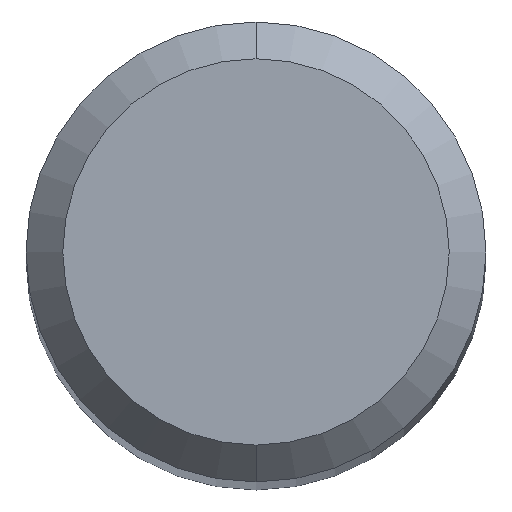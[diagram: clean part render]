
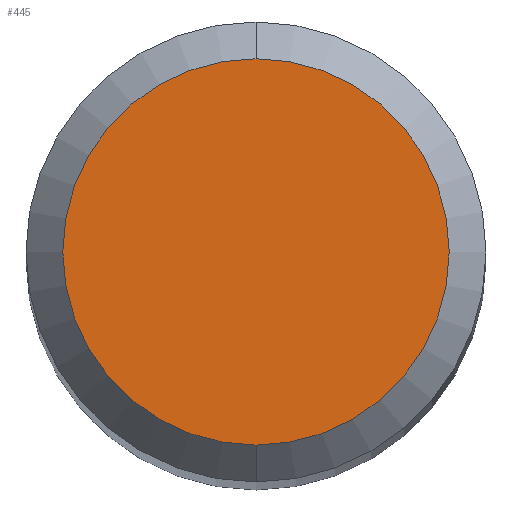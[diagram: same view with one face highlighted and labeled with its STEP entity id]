
A CAD part, top view. The second image highlights one B-rep face of the part: STEP entity #445.
In plain terms, the highlighted planar face has unit normal (0, 0, 1).
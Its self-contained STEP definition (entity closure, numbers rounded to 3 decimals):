
#187=VERTEX_POINT('',#495);
#423=EDGE_CURVE('',#431,#187,#754,.T.);
#431=VERTEX_POINT('',#762);
#445=ADVANCED_FACE('',(#778),#779,.T.);
#459=EDGE_CURVE('',#187,#431,#795,.T.);
#495=CARTESIAN_POINT('',(0.0,2.1,0.0));
#754=CIRCLE('',#1371,2.1);
#762=CARTESIAN_POINT('',(0.,-2.1,0.0));
#778=FACE_OUTER_BOUND('',#1405,.T.);
#779=PLANE('',#1406);
#795=CIRCLE('',#1438,2.1);
#1371=AXIS2_PLACEMENT_3D('',#1743,#1744,#1745);
#1405=EDGE_LOOP('',(#1769,#1770));
#1406=AXIS2_PLACEMENT_3D('',#1771,#1772,#1773);
#1438=AXIS2_PLACEMENT_3D('',#1793,#1794,#1795);
#1743=CARTESIAN_POINT('',(0.0,0.0,0.0));
#1744=DIRECTION('',(0.0,0.0,-1.0));
#1745=DIRECTION('',(0.0,1.0,0.0));
#1769=ORIENTED_EDGE('',*,*,#459,.F.);
#1770=ORIENTED_EDGE('',*,*,#423,.F.);
#1771=CARTESIAN_POINT('',(0.0,1.05,0.0));
#1772=DIRECTION('',(-0.0,0.0,1.0));
#1773=DIRECTION('',(0.0,-1.0,0.0));
#1793=CARTESIAN_POINT('',(0.0,0.0,0.0));
#1794=DIRECTION('',(0.0,0.0,-1.0));
#1795=DIRECTION('',(0.0,1.0,0.0));
